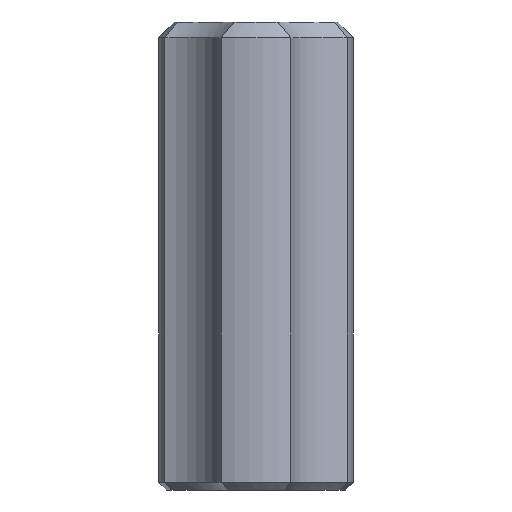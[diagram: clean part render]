
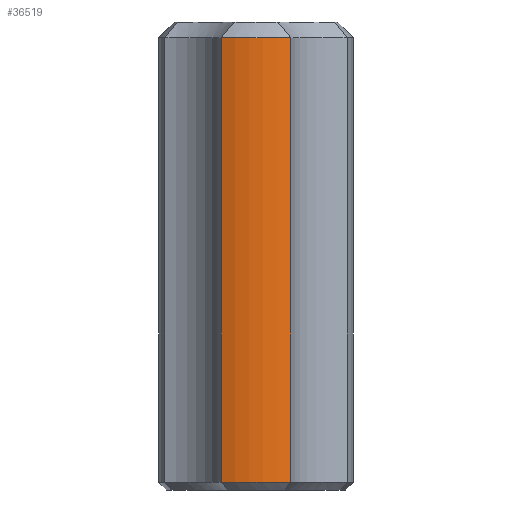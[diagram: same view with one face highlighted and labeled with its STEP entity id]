
A CAD part, front view. The second image highlights one B-rep face of the part: STEP entity #36519.
In plain terms, the highlighted cylindrical face has radius 6.25 mm (diameter 12.5 mm), a partial arc.
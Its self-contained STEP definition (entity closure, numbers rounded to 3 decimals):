
#33001 = CONICAL_SURFACE('',#33002,5.75,0.785);
#33002 = AXIS2_PLACEMENT_3D('',#33003,#33004,#33005);
#33003 = CARTESIAN_POINT('',(0.,0.,29.5));
#33004 = DIRECTION('',(0.,0.,-1.));
#33005 = DIRECTION('',(-0.356,-0.934,-0.));
#34119 = CONICAL_SURFACE('',#34120,6.,0.785);
#34120 = AXIS2_PLACEMENT_3D('',#34121,#34122,#34123);
#34121 = CARTESIAN_POINT('',(0.,0.,0.25));
#34122 = DIRECTION('',(0.,0.,1.));
#34123 = DIRECTION('',(-0.356,-0.934,0.));
#34736 = VERTEX_POINT('',#34737);
#34737 = CARTESIAN_POINT('',(-2.225,-5.841,0.5));
#34752 = CYLINDRICAL_SURFACE('',#34753,5.);
#34753 = AXIS2_PLACEMENT_3D('',#34754,#34755,#34756);
#34754 = CARTESIAN_POINT('',(-7.071,-7.071,0.));
#34755 = DIRECTION('',(0.,0.,1.));
#34756 = DIRECTION('',(0.969,0.246,-0.));
#34788 = EDGE_CURVE('',#34789,#34736,#34791,.T.);
#34789 = VERTEX_POINT('',#34790);
#34790 = CARTESIAN_POINT('',(2.225,-5.841,0.5));
#34791 = SURFACE_CURVE('',#34792,(#34797,#34804),.PCURVE_S1.);
#34792 = CIRCLE('',#34793,6.25);
#34793 = AXIS2_PLACEMENT_3D('',#34794,#34795,#34796);
#34794 = CARTESIAN_POINT('',(0.,0.,0.5));
#34795 = DIRECTION('',(0.,0.,-1.));
#34796 = DIRECTION('',(-0.356,-0.934,-0.));
#34797 = PCURVE('',#34119,#34798);
#34798 = DEFINITIONAL_REPRESENTATION('',(#34799),#34803);
#34799 = LINE('',#34800,#34801);
#34800 = CARTESIAN_POINT('',(6.283,0.25));
#34801 = VECTOR('',#34802,1.);
#34802 = DIRECTION('',(-1.,0.));
#34803 = ( GEOMETRIC_REPRESENTATION_CONTEXT(2) 
PARAMETRIC_REPRESENTATION_CONTEXT() REPRESENTATION_CONTEXT('2D SPACE',''
  ) );
#34804 = PCURVE('',#34805,#34810);
#34805 = CYLINDRICAL_SURFACE('',#34806,6.25);
#34806 = AXIS2_PLACEMENT_3D('',#34807,#34808,#34809);
#34807 = CARTESIAN_POINT('',(0.,0.,0.));
#34808 = DIRECTION('',(0.,0.,1.));
#34809 = DIRECTION('',(-0.356,-0.934,0.));
#34810 = DEFINITIONAL_REPRESENTATION('',(#34811),#34815);
#34811 = LINE('',#34812,#34813);
#34812 = CARTESIAN_POINT('',(6.283,0.5));
#34813 = VECTOR('',#34814,1.);
#34814 = DIRECTION('',(-1.,0.));
#34815 = ( GEOMETRIC_REPRESENTATION_CONTEXT(2) 
PARAMETRIC_REPRESENTATION_CONTEXT() REPRESENTATION_CONTEXT('2D SPACE',''
  ) );
#34881 = CYLINDRICAL_SURFACE('',#34882,5.);
#34882 = AXIS2_PLACEMENT_3D('',#34883,#34884,#34885);
#34883 = CARTESIAN_POINT('',(7.071,-7.071,0.));
#34884 = DIRECTION('',(0.,0.,1.));
#34885 = DIRECTION('',(-0.246,0.969,0.));
#34983 = EDGE_CURVE('',#34789,#34984,#34986,.T.);
#34984 = VERTEX_POINT('',#34985);
#34985 = CARTESIAN_POINT('',(2.225,-5.841,29.));
#34986 = SURFACE_CURVE('',#34987,(#34991,#34998),.PCURVE_S1.);
#34987 = LINE('',#34988,#34989);
#34988 = CARTESIAN_POINT('',(2.225,-5.841,0.));
#34989 = VECTOR('',#34990,1.);
#34990 = DIRECTION('',(0.,0.,1.));
#34991 = PCURVE('',#34881,#34992);
#34992 = DEFINITIONAL_REPRESENTATION('',(#34993),#34997);
#34993 = LINE('',#34994,#34995);
#34994 = CARTESIAN_POINT('',(1.074,0.));
#34995 = VECTOR('',#34996,1.);
#34996 = DIRECTION('',(0.,1.));
#34997 = ( GEOMETRIC_REPRESENTATION_CONTEXT(2) 
PARAMETRIC_REPRESENTATION_CONTEXT() REPRESENTATION_CONTEXT('2D SPACE',''
  ) );
#34998 = PCURVE('',#34805,#34999);
#34999 = DEFINITIONAL_REPRESENTATION('',(#35000),#35004);
#35000 = LINE('',#35001,#35002);
#35001 = CARTESIAN_POINT('',(0.728,0.));
#35002 = VECTOR('',#35003,1.);
#35003 = DIRECTION('',(0.,1.));
#35004 = ( GEOMETRIC_REPRESENTATION_CONTEXT(2) 
PARAMETRIC_REPRESENTATION_CONTEXT() REPRESENTATION_CONTEXT('2D SPACE',''
  ) );
#35859 = VERTEX_POINT('',#35860);
#35860 = CARTESIAN_POINT('',(-2.225,-5.841,29.));
#35926 = EDGE_CURVE('',#35859,#34984,#35927,.T.);
#35927 = SURFACE_CURVE('',#35928,(#35933,#35940),.PCURVE_S1.);
#35928 = CIRCLE('',#35929,6.25);
#35929 = AXIS2_PLACEMENT_3D('',#35930,#35931,#35932);
#35930 = CARTESIAN_POINT('',(0.,0.,29.));
#35931 = DIRECTION('',(0.,0.,1.));
#35932 = DIRECTION('',(-0.356,-0.934,0.));
#35933 = PCURVE('',#33001,#35934);
#35934 = DEFINITIONAL_REPRESENTATION('',(#35935),#35939);
#35935 = LINE('',#35936,#35937);
#35936 = CARTESIAN_POINT('',(6.283,0.5));
#35937 = VECTOR('',#35938,1.);
#35938 = DIRECTION('',(-1.,0.));
#35939 = ( GEOMETRIC_REPRESENTATION_CONTEXT(2) 
PARAMETRIC_REPRESENTATION_CONTEXT() REPRESENTATION_CONTEXT('2D SPACE',''
  ) );
#35940 = PCURVE('',#34805,#35941);
#35941 = DEFINITIONAL_REPRESENTATION('',(#35942),#35946);
#35942 = LINE('',#35943,#35944);
#35943 = CARTESIAN_POINT('',(0.,29.));
#35944 = VECTOR('',#35945,1.);
#35945 = DIRECTION('',(1.,0.));
#35946 = ( GEOMETRIC_REPRESENTATION_CONTEXT(2) 
PARAMETRIC_REPRESENTATION_CONTEXT() REPRESENTATION_CONTEXT('2D SPACE',''
  ) );
#36519 = ADVANCED_FACE('',(#36520),#34805,.T.);
#36520 = FACE_BOUND('',#36521,.T.);
#36521 = EDGE_LOOP('',(#36522,#36523,#36524,#36525));
#36522 = ORIENTED_EDGE('',*,*,#34788,.F.);
#36523 = ORIENTED_EDGE('',*,*,#34983,.T.);
#36524 = ORIENTED_EDGE('',*,*,#35926,.F.);
#36525 = ORIENTED_EDGE('',*,*,#36526,.F.);
#36526 = EDGE_CURVE('',#34736,#35859,#36527,.T.);
#36527 = SURFACE_CURVE('',#36528,(#36532,#36539),.PCURVE_S1.);
#36528 = LINE('',#36529,#36530);
#36529 = CARTESIAN_POINT('',(-2.225,-5.841,0.));
#36530 = VECTOR('',#36531,1.);
#36531 = DIRECTION('',(0.,0.,1.));
#36532 = PCURVE('',#34805,#36533);
#36533 = DEFINITIONAL_REPRESENTATION('',(#36534),#36538);
#36534 = LINE('',#36535,#36536);
#36535 = CARTESIAN_POINT('',(0.,0.));
#36536 = VECTOR('',#36537,1.);
#36537 = DIRECTION('',(0.,1.));
#36538 = ( GEOMETRIC_REPRESENTATION_CONTEXT(2) 
PARAMETRIC_REPRESENTATION_CONTEXT() REPRESENTATION_CONTEXT('2D SPACE',''
  ) );
#36539 = PCURVE('',#34752,#36540);
#36540 = DEFINITIONAL_REPRESENTATION('',(#36541),#36545);
#36541 = LINE('',#36542,#36543);
#36542 = CARTESIAN_POINT('',(0.,0.));
#36543 = VECTOR('',#36544,1.);
#36544 = DIRECTION('',(0.,1.));
#36545 = ( GEOMETRIC_REPRESENTATION_CONTEXT(2) 
PARAMETRIC_REPRESENTATION_CONTEXT() REPRESENTATION_CONTEXT('2D SPACE',''
  ) );
